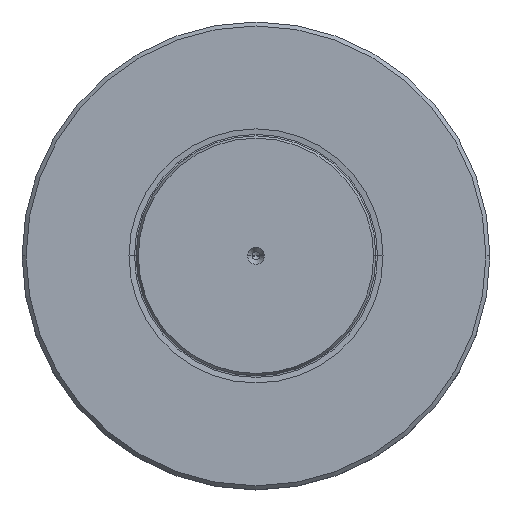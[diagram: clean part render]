
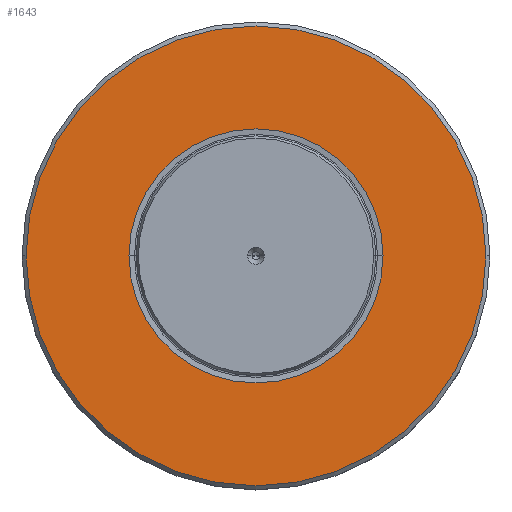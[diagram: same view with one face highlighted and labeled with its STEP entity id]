
A CAD part, top view. The second image highlights one B-rep face of the part: STEP entity #1643.
In plain terms, the highlighted planar face has unit normal (0, 0, 1).
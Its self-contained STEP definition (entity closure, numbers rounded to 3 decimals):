
#344=CARTESIAN_POINT('',(0.,0.,0.));
#345=DIRECTION('',(0.,0.,1.));
#346=DIRECTION('',(-1.,0.,0.));
#347=AXIS2_PLACEMENT_3D('',#344,#345,#346);
#352=CARTESIAN_POINT('',(0.,0.,0.));
#353=DIRECTION('',(0.,0.,-1.));
#354=DIRECTION('',(-1.,0.,0.));
#355=AXIS2_PLACEMENT_3D('',#352,#353,#354);
#360=CARTESIAN_POINT('',(0.,0.,0.));
#361=DIRECTION('',(0.,0.,-1.));
#362=DIRECTION('',(-1.,0.,0.));
#363=AXIS2_PLACEMENT_3D('',#360,#361,#362);
#375=CARTESIAN_POINT('',(0.,0.,0.));
#376=DIRECTION('',(0.,0.,1.));
#377=DIRECTION('',(-1.,0.,0.));
#378=AXIS2_PLACEMENT_3D('',#375,#376,#377);
#1266=CARTESIAN_POINT('',(-57.5,0.,0.));
#1268=VERTEX_POINT('',#1266);
#1278=CARTESIAN_POINT('',(57.5,0.,0.));
#1280=VERTEX_POINT('',#1278);
#1292=CARTESIAN_POINT('',(-31.765,0.,0.));
#1293=VERTEX_POINT('',#1292);
#1310=CARTESIAN_POINT('',(31.765,0.,0.));
#1311=VERTEX_POINT('',#1310);
#1628=CARTESIAN_POINT('',(0.,0.,0.));
#1629=DIRECTION('',(0.,0.,-1.));
#1630=DIRECTION('',(-1.,0.,0.));
#1631=AXIS2_PLACEMENT_3D('',#1628,#1629,#1630);
#1632=PLANE('',#1631);
#1634=ORIENTED_EDGE('',*,*,#1633,.T.);
#1636=ORIENTED_EDGE('',*,*,#1635,.F.);
#1637=EDGE_LOOP('',(#1634,#1636));
#1638=FACE_OUTER_BOUND('',#1637,.F.);
#1639=ORIENTED_EDGE('',*,*,#1610,.T.);
#1640=ORIENTED_EDGE('',*,*,#1621,.F.);
#1641=EDGE_LOOP('',(#1639,#1640));
#1642=FACE_BOUND('',#1641,.F.);
#348=CIRCLE('',#347,31.765);
#356=CIRCLE('',#355,31.765);
#364=CIRCLE('',#363,57.5);
#379=CIRCLE('',#378,57.5);
#1610=EDGE_CURVE('',#1293,#1311,#348,.T.);
#1621=EDGE_CURVE('',#1293,#1311,#356,.T.);
#1633=EDGE_CURVE('',#1268,#1280,#364,.T.);
#1635=EDGE_CURVE('',#1268,#1280,#379,.T.);
#1643=ADVANCED_FACE('',(#1638,#1642),#1632,.F.);
